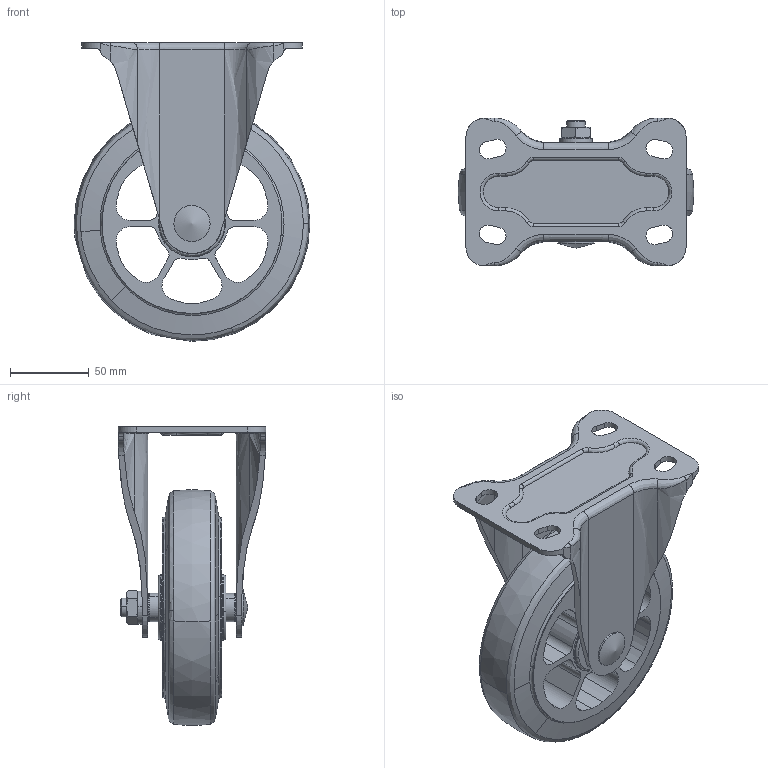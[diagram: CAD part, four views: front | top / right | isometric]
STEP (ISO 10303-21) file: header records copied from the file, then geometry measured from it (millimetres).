
FILE_DESCRIPTION((''),'2;1');
FILE_NAME('','2006-10-31T08:18:39',(''),(''),'','CADfix','');
FILE_SCHEMA(('AUTOMOTIVE_DESIGN'));
Length unit declared in the file: millimetre
Products named in the file (4): wheel; body; axle; 320SR_ARB150_1318_36
Assembly tree (3 placements, depth 2):
  320SR_ARB150_1318_36
    wheel
    body
    axle
Bounding box: 150 x 94 x 189.91 mm (x, y, z)
Volume: 530024.6 mm3; surface area: 131238.5 mm2
Topology: 3 solids, 3 shells, 282 faces, 849 edges, 579 vertices
Faces by surface type: bspline 282
Entity records: 10754 total; most frequent: CARTESIAN_POINT 6220, ORIENTED_EDGE 1690, EDGE_CURVE 845, VERTEX_POINT 579, EDGE_LOOP 318, FACE_OUTER_BOUND 282, ADVANCED_FACE 282, QUASI_UNIFORM_CURVE 280
